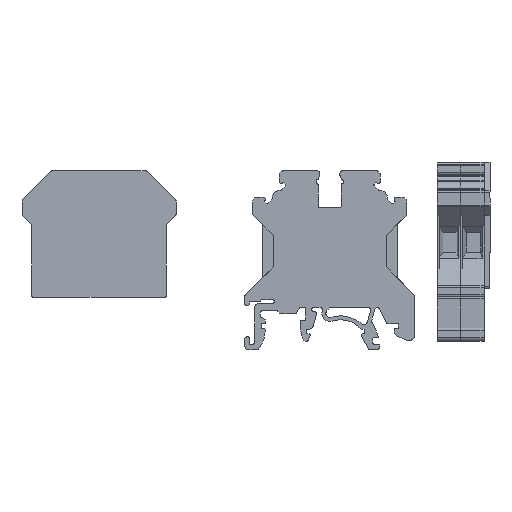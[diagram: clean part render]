
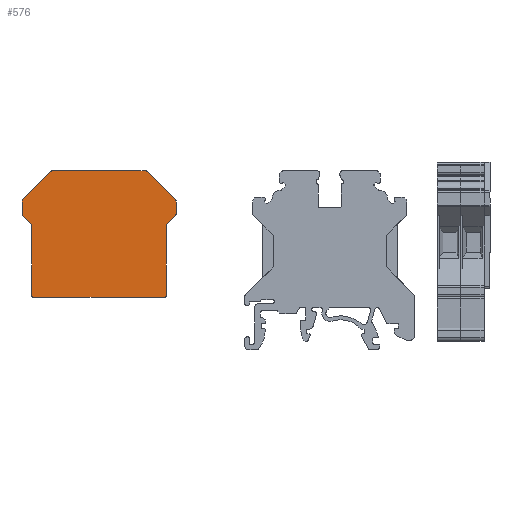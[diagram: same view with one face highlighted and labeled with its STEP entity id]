
A CAD part, front view. The second image highlights one B-rep face of the part: STEP entity #576.
In plain terms, the highlighted planar face has unit normal (0, -1, 0).
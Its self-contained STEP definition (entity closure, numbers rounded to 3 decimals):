
#576 = ADVANCED_FACE( '', ( #1299 ), #1300, .F. );
#1299 = FACE_OUTER_BOUND( '', #2173, .T. );
#1300 = PLANE( '', #2174 );
#2173 = EDGE_LOOP( '', ( #3944, #3945, #3946, #3947, #3948, #3949, #3950, #3951, #3952, #3953, #3954, #3955, #3956, #3957, #3958, #3959, #3960, #3961 ) );
#2174 = AXIS2_PLACEMENT_3D( '', #3962, #3963, #3964 );
#3944 = ORIENTED_EDGE( '', *, *, #5474, .F. );
#3945 = ORIENTED_EDGE( '', *, *, #5931, .F. );
#3946 = ORIENTED_EDGE( '', *, *, #6116, .F. );
#3947 = ORIENTED_EDGE( '', *, *, #5908, .F. );
#3948 = ORIENTED_EDGE( '', *, *, #6085, .F. );
#3949 = ORIENTED_EDGE( '', *, *, #6117, .F. );
#3950 = ORIENTED_EDGE( '', *, *, #6118, .F. );
#3951 = ORIENTED_EDGE( '', *, *, #5641, .F. );
#3952 = ORIENTED_EDGE( '', *, *, #5409, .F. );
#3953 = ORIENTED_EDGE( '', *, *, #6119, .F. );
#3954 = ORIENTED_EDGE( '', *, *, #6120, .F. );
#3955 = ORIENTED_EDGE( '', *, *, #5951, .F. );
#3956 = ORIENTED_EDGE( '', *, *, #5434, .F. );
#3957 = ORIENTED_EDGE( '', *, *, #6121, .F. );
#3958 = ORIENTED_EDGE( '', *, *, #5752, .F. );
#3959 = ORIENTED_EDGE( '', *, *, #5581, .F. );
#3960 = ORIENTED_EDGE( '', *, *, #5865, .F. );
#3961 = ORIENTED_EDGE( '', *, *, #6122, .F. );
#3962 = CARTESIAN_POINT( '', ( -77.39, 4.45, 15.043 ) );
#3963 = DIRECTION( '', ( 0., 1., 0. ) );
#3964 = DIRECTION( '', ( 0., 0., 1. ) );
#5409 = EDGE_CURVE( '', #6514, #6516, #6517, .T. );
#5434 = EDGE_CURVE( '', #6559, #6561, #6562, .T. );
#5474 = EDGE_CURVE( '', #6631, #6633, #6634, .T. );
#5581 = EDGE_CURVE( '', #6816, #6818, #6819, .T. );
#5641 = EDGE_CURVE( '', #6516, #6921, #6922, .T. );
#5752 = EDGE_CURVE( '', #6818, #7113, #7114, .T. );
#5865 = EDGE_CURVE( '', #7296, #6816, #7298, .T. );
#5908 = EDGE_CURVE( '', #7366, #7368, #7369, .T. );
#5931 = EDGE_CURVE( '', #7401, #6631, #7403, .T. );
#5951 = EDGE_CURVE( '', #6561, #7428, #7429, .T. );
#6085 = EDGE_CURVE( '', #7634, #7366, #7636, .T. );
#6116 = EDGE_CURVE( '', #7368, #7401, #7675, .T. );
#6117 = EDGE_CURVE( '', #7676, #7634, #7677, .T. );
#6118 = EDGE_CURVE( '', #6921, #7676, #7678, .T. );
#6119 = EDGE_CURVE( '', #7679, #6514, #7680, .T. );
#6120 = EDGE_CURVE( '', #7428, #7679, #7681, .T. );
#6121 = EDGE_CURVE( '', #7113, #6559, #7682, .T. );
#6122 = EDGE_CURVE( '', #6633, #7296, #7683, .T. );
#6514 = VERTEX_POINT( '', #8155 );
#6516 = VERTEX_POINT( '', #8158 );
#6517 = LINE( '', #8159, #8160 );
#6559 = VERTEX_POINT( '', #8211 );
#6561 = VERTEX_POINT( '', #8214 );
#6562 = CIRCLE( '', #8215, 0.5 );
#6631 = VERTEX_POINT( '', #8309 );
#6633 = VERTEX_POINT( '', #8312 );
#6634 = CIRCLE( '', #8313, 0.5 );
#6816 = VERTEX_POINT( '', #8559 );
#6818 = VERTEX_POINT( '', #8562 );
#6819 = LINE( '', #8563, #8564 );
#6921 = VERTEX_POINT( '', #8700 );
#6922 = CIRCLE( '', #8701, 0.5 );
#7113 = VERTEX_POINT( '', #8946 );
#7114 = CIRCLE( '', #8947, 0.5 );
#7296 = VERTEX_POINT( '', #9184 );
#7298 = CIRCLE( '', #9187, 0.5 );
#7366 = VERTEX_POINT( '', #9281 );
#7368 = VERTEX_POINT( '', #9284 );
#7369 = LINE( '', #9285, #9286 );
#7401 = VERTEX_POINT( '', #9326 );
#7403 = LINE( '', #9329, #9330 );
#7428 = VERTEX_POINT( '', #9364 );
#7429 = LINE( '', #9365, #9366 );
#7634 = VERTEX_POINT( '', #9636 );
#7636 = LINE( '', #9639, #9640 );
#7675 = CIRCLE( '', #9696, 0.5 );
#7676 = VERTEX_POINT( '', #9697 );
#7677 = CIRCLE( '', #9698, 0.5 );
#7678 = LINE( '', #9699, #9700 );
#7679 = VERTEX_POINT( '', #9701 );
#7680 = LINE( '', #9702, #9703 );
#7681 = CIRCLE( '', #9704, 0.5 );
#7682 = LINE( '', #9705, #9706 );
#7683 = LINE( '', #9707, #9708 );
#8155 = CARTESIAN_POINT( '', ( -41.34, 4.45, 9.1 ) );
#8158 = CARTESIAN_POINT( '', ( -41.34, 4.45, -8.85 ) );
#8159 = CARTESIAN_POINT( '', ( -41.34, 4.45, 9.1 ) );
#8160 = VECTOR( '', #10284, 1000. );
#8211 = CARTESIAN_POINT( '', ( -39.037, 4.45, 15.396 ) );
#8214 = CARTESIAN_POINT( '', ( -38.89, 4.45, 15.043 ) );
#8215 = AXIS2_PLACEMENT_3D( '', #10322, #10323, #10324 );
#8309 = CARTESIAN_POINT( '', ( -77.89, 4.45, 15.043 ) );
#8312 = CARTESIAN_POINT( '', ( -77.744, 4.45, 15.396 ) );
#8313 = AXIS2_PLACEMENT_3D( '', #10366, #10367, #10368 );
#8559 = CARTESIAN_POINT( '', ( -70.283, 4.45, 22.65 ) );
#8562 = CARTESIAN_POINT( '', ( -46.497, 4.45, 22.65 ) );
#8563 = CARTESIAN_POINT( '', ( -70.283, 4.45, 22.65 ) );
#8564 = VECTOR( '', #10488, 1000. );
#8700 = CARTESIAN_POINT( '', ( -41.84, 4.45, -9.35 ) );
#8701 = AXIS2_PLACEMENT_3D( '', #10559, #10560, #10561 );
#8946 = CARTESIAN_POINT( '', ( -46.144, 4.45, 22.504 ) );
#8947 = AXIS2_PLACEMENT_3D( '', #10745, #10746, #10747 );
#9184 = CARTESIAN_POINT( '', ( -70.637, 4.45, 22.504 ) );
#9187 = AXIS2_PLACEMENT_3D( '', #10891, #10892, #10893 );
#9281 = CARTESIAN_POINT( '', ( -75.44, 4.45, 9.1 ) );
#9284 = CARTESIAN_POINT( '', ( -77.744, 4.45, 11.404 ) );
#9285 = CARTESIAN_POINT( '', ( -75.44, 4.45, 9.1 ) );
#9286 = VECTOR( '', #10936, 1000. );
#9326 = CARTESIAN_POINT( '', ( -77.89, 4.45, 11.757 ) );
#9329 = CARTESIAN_POINT( '', ( -77.89, 4.45, 11.757 ) );
#9330 = VECTOR( '', #10967, 1000. );
#9364 = CARTESIAN_POINT( '', ( -38.89, 4.45, 11.757 ) );
#9365 = CARTESIAN_POINT( '', ( -38.89, 4.45, 15.043 ) );
#9366 = VECTOR( '', #10989, 1000. );
#9636 = CARTESIAN_POINT( '', ( -75.44, 4.45, -8.85 ) );
#9639 = CARTESIAN_POINT( '', ( -75.44, 4.45, 9.1 ) );
#9640 = VECTOR( '', #11245, 1000. );
#9696 = AXIS2_PLACEMENT_3D( '', #11269, #11270, #11271 );
#9697 = CARTESIAN_POINT( '', ( -74.94, 4.45, -9.35 ) );
#9698 = AXIS2_PLACEMENT_3D( '', #11272, #11273, #11274 );
#9699 = CARTESIAN_POINT( '', ( -74.94, 4.45, -9.35 ) );
#9700 = VECTOR( '', #11275, 1000. );
#9701 = CARTESIAN_POINT( '', ( -39.037, 4.45, 11.404 ) );
#9702 = CARTESIAN_POINT( '', ( -41.34, 4.45, 9.1 ) );
#9703 = VECTOR( '', #11276, 1000. );
#9704 = AXIS2_PLACEMENT_3D( '', #11277, #11278, #11279 );
#9705 = CARTESIAN_POINT( '', ( -46.144, 4.45, 22.504 ) );
#9706 = VECTOR( '', #11280, 1000. );
#9707 = CARTESIAN_POINT( '', ( -77.744, 4.45, 15.396 ) );
#9708 = VECTOR( '', #11281, 1000. );
#10284 = DIRECTION( '', ( 0., 0., -1. ) );
#10322 = CARTESIAN_POINT( '', ( -39.39, 4.45, 15.043 ) );
#10323 = DIRECTION( '', ( 0., 1., 0. ) );
#10324 = DIRECTION( '', ( 0., 0., 1. ) );
#10366 = CARTESIAN_POINT( '', ( -77.39, 4.45, 15.043 ) );
#10367 = DIRECTION( '', ( 0., 1., 0. ) );
#10368 = DIRECTION( '', ( 0., 0., 1. ) );
#10488 = DIRECTION( '', ( 1., 0., 0. ) );
#10559 = CARTESIAN_POINT( '', ( -41.84, 4.45, -8.85 ) );
#10560 = DIRECTION( '', ( 0., 1., 0. ) );
#10561 = DIRECTION( '', ( 0., 0., 1. ) );
#10745 = CARTESIAN_POINT( '', ( -46.497, 4.45, 22.15 ) );
#10746 = DIRECTION( '', ( 0., 1., 0. ) );
#10747 = DIRECTION( '', ( 0., 0., 1. ) );
#10891 = CARTESIAN_POINT( '', ( -70.283, 4.45, 22.15 ) );
#10892 = DIRECTION( '', ( 0., 1., 0. ) );
#10893 = DIRECTION( '', ( 0., 0., -1. ) );
#10936 = DIRECTION( '', ( -0.707, 0., 0.707 ) );
#10967 = DIRECTION( '', ( 0., 0., 1. ) );
#10989 = DIRECTION( '', ( 0., 0., -1. ) );
#11245 = DIRECTION( '', ( 0., 0., 1. ) );
#11269 = CARTESIAN_POINT( '', ( -77.39, 4.45, 11.757 ) );
#11270 = DIRECTION( '', ( 0., 1., 0. ) );
#11271 = DIRECTION( '', ( 0., 0., 1. ) );
#11272 = CARTESIAN_POINT( '', ( -74.94, 4.45, -8.85 ) );
#11273 = DIRECTION( '', ( 0., 1., 0. ) );
#11274 = DIRECTION( '', ( 0., 0., 1. ) );
#11275 = DIRECTION( '', ( -1., 0., 0. ) );
#11276 = DIRECTION( '', ( -0.707, 0., -0.707 ) );
#11277 = CARTESIAN_POINT( '', ( -39.39, 4.45, 11.757 ) );
#11278 = DIRECTION( '', ( 0., 1., 0. ) );
#11279 = DIRECTION( '', ( 0., 0., 1. ) );
#11280 = DIRECTION( '', ( 0.707, 0., -0.707 ) );
#11281 = DIRECTION( '', ( 0.707, 0., 0.707 ) );
